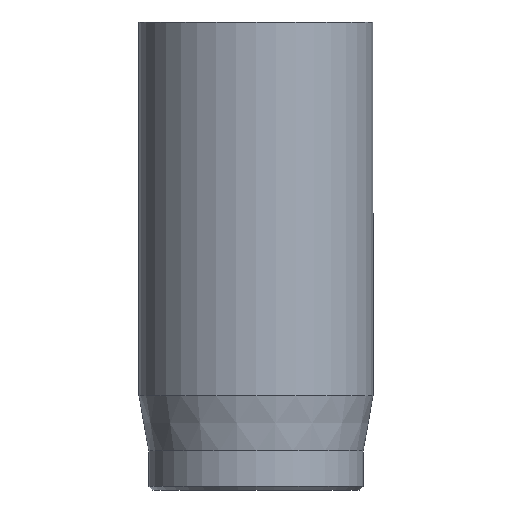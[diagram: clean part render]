
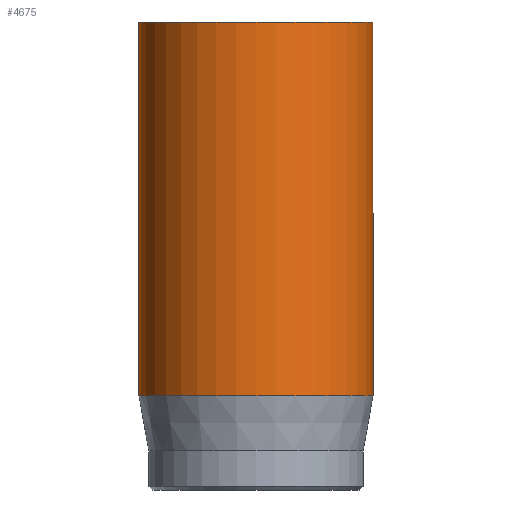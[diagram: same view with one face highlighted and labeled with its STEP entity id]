
A CAD part, front view. The second image highlights one B-rep face of the part: STEP entity #4675.
In plain terms, the highlighted cylindrical face has radius 3 mm (diameter 6 mm), a full revolution.
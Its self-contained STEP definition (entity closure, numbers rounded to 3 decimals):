
#622=CYLINDRICAL_SURFACE('',#4847,3.);
#860=FACE_OUTER_BOUND('',#1138,.T.);
#1138=EDGE_LOOP('',(#4323,#4324,#4325,#4326,#4327));
#1471=LINE('',#8997,#1810);
#1810=VECTOR('',#5372,3.);
#1845=CIRCLE('',#4830,3.);
#1851=CIRCLE('',#4845,3.);
#1852=CIRCLE('',#4846,3.);
#2296=VERTEX_POINT('',#8967);
#2302=VERTEX_POINT('',#8991);
#2303=VERTEX_POINT('',#8992);
#2972=EDGE_CURVE('',#2296,#2296,#1845,.T.);
#2981=EDGE_CURVE('',#2302,#2303,#1851,.T.);
#2982=EDGE_CURVE('',#2303,#2302,#1852,.T.);
#2984=EDGE_CURVE('',#2296,#2302,#1471,.T.);
#4323=ORIENTED_EDGE('',*,*,#2972,.T.);
#4324=ORIENTED_EDGE('',*,*,#2984,.T.);
#4325=ORIENTED_EDGE('',*,*,#2981,.T.);
#4326=ORIENTED_EDGE('',*,*,#2982,.T.);
#4327=ORIENTED_EDGE('',*,*,#2984,.F.);
#4675=ADVANCED_FACE('',(#860),#622,.T.);
#4830=AXIS2_PLACEMENT_3D('',#8968,#5332,#5333);
#4845=AXIS2_PLACEMENT_3D('',#8993,#5365,#5366);
#4846=AXIS2_PLACEMENT_3D('',#8994,#5367,#5368);
#4847=AXIS2_PLACEMENT_3D('',#8996,#5370,#5371);
#5332=DIRECTION('center_axis',(0.,0.,-1.));
#5333=DIRECTION('ref_axis',(-1.,0.,0.));
#5365=DIRECTION('center_axis',(0.,0.,1.));
#5366=DIRECTION('ref_axis',(-1.,0.,0.));
#5367=DIRECTION('center_axis',(0.,0.,1.));
#5368=DIRECTION('ref_axis',(-1.,0.,0.));
#5370=DIRECTION('center_axis',(0.,0.,1.));
#5371=DIRECTION('ref_axis',(-1.,0.,0.));
#5372=DIRECTION('',(0.,0.,-1.));
#8967=CARTESIAN_POINT('',(3.,0.,12.));
#8968=CARTESIAN_POINT('Origin',(0.,0.,12.));
#8991=CARTESIAN_POINT('',(3.,0.,2.418));
#8992=CARTESIAN_POINT('',(-3.,0.,2.418));
#8993=CARTESIAN_POINT('Origin',(0.,0.,2.418));
#8994=CARTESIAN_POINT('Origin',(0.,0.,2.418));
#8996=CARTESIAN_POINT('Origin',(0.,0.,0.));
#8997=CARTESIAN_POINT('',(3.,0.,0.));
